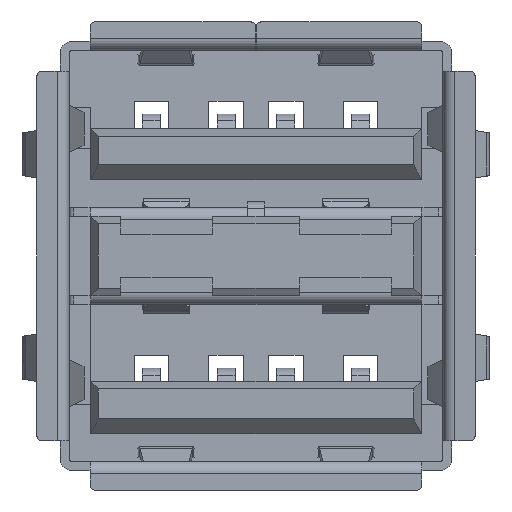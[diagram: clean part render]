
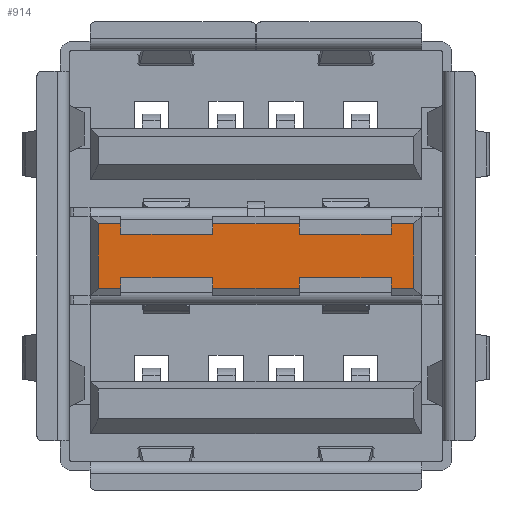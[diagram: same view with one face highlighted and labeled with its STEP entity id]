
A CAD part, front view. The second image highlights one B-rep face of the part: STEP entity #914.
In plain terms, the highlighted planar face has unit normal (0, -1, 0).
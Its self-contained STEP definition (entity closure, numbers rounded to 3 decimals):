
#914 = ADVANCED_FACE( '', ( #2630 ), #2631, .T. );
#2630 = FACE_OUTER_BOUND( '', #5565, .T. );
#2631 = PLANE( '', #5566 );
#5565 = EDGE_LOOP( '', ( #11431, #11432, #11433, #11434, #11435, #11436, #11437, #11438, #11439, #11440, #11441, #11442, #11443, #11444, #11445, #11446, #11447, #11448, #11449, #11450 ) );
#5566 = AXIS2_PLACEMENT_3D( '', #11451, #11452, #11453 );
#11431 = ORIENTED_EDGE( '', *, *, #17048, .T. );
#11432 = ORIENTED_EDGE( '', *, *, #17049, .T. );
#11433 = ORIENTED_EDGE( '', *, *, #17050, .T. );
#11434 = ORIENTED_EDGE( '', *, *, #17051, .T. );
#11435 = ORIENTED_EDGE( '', *, *, #17052, .F. );
#11436 = ORIENTED_EDGE( '', *, *, #17053, .T. );
#11437 = ORIENTED_EDGE( '', *, *, #17054, .T. );
#11438 = ORIENTED_EDGE( '', *, *, #17055, .T. );
#11439 = ORIENTED_EDGE( '', *, *, #17056, .F. );
#11440 = ORIENTED_EDGE( '', *, *, #17057, .F. );
#11441 = ORIENTED_EDGE( '', *, *, #17058, .F. );
#11442 = ORIENTED_EDGE( '', *, *, #17059, .F. );
#11443 = ORIENTED_EDGE( '', *, *, #17060, .F. );
#11444 = ORIENTED_EDGE( '', *, *, #17061, .F. );
#11445 = ORIENTED_EDGE( '', *, *, #17062, .T. );
#11446 = ORIENTED_EDGE( '', *, *, #17063, .F. );
#11447 = ORIENTED_EDGE( '', *, *, #17064, .F. );
#11448 = ORIENTED_EDGE( '', *, *, #17065, .F. );
#11449 = ORIENTED_EDGE( '', *, *, #17046, .T. );
#11450 = ORIENTED_EDGE( '', *, *, #17045, .T. );
#11451 = CARTESIAN_POINT( '', ( -5.525, -12.45, -1.325 ) );
#11452 = DIRECTION( '', ( 0., -1., 0. ) );
#11453 = DIRECTION( '', ( 0., 0., -1. ) );
#17045 = EDGE_CURVE( '', #20921, #20923, #20925, .T. );
#17046 = EDGE_CURVE( '', #20926, #20921, #20927, .T. );
#17048 = EDGE_CURVE( '', #20923, #20929, #20930, .T. );
#17049 = EDGE_CURVE( '', #20929, #20931, #20932, .T. );
#17050 = EDGE_CURVE( '', #20931, #20933, #20934, .T. );
#17051 = EDGE_CURVE( '', #20933, #20935, #20936, .T. );
#17052 = EDGE_CURVE( '', #20937, #20935, #20938, .T. );
#17053 = EDGE_CURVE( '', #20937, #20939, #20940, .T. );
#17054 = EDGE_CURVE( '', #20939, #20941, #20942, .T. );
#17055 = EDGE_CURVE( '', #20941, #20943, #20944, .T. );
#17056 = EDGE_CURVE( '', #20945, #20943, #20946, .T. );
#17057 = EDGE_CURVE( '', #20947, #20945, #20948, .T. );
#17058 = EDGE_CURVE( '', #20949, #20947, #20950, .T. );
#17059 = EDGE_CURVE( '', #20951, #20949, #20952, .T. );
#17060 = EDGE_CURVE( '', #20953, #20951, #20954, .T. );
#17061 = EDGE_CURVE( '', #20955, #20953, #20956, .T. );
#17062 = EDGE_CURVE( '', #20955, #20957, #20958, .T. );
#17063 = EDGE_CURVE( '', #20959, #20957, #20960, .T. );
#17064 = EDGE_CURVE( '', #20961, #20959, #20962, .T. );
#17065 = EDGE_CURVE( '', #20926, #20961, #20963, .T. );
#20921 = VERTEX_POINT( '', #28218 );
#20923 = VERTEX_POINT( '', #28221 );
#20925 = LINE( '', #28224, #28225 );
#20926 = VERTEX_POINT( '', #28226 );
#20927 = LINE( '', #28227, #28228 );
#20929 = VERTEX_POINT( '', #28231 );
#20930 = LINE( '', #28232, #28233 );
#20931 = VERTEX_POINT( '', #28234 );
#20932 = LINE( '', #28235, #28236 );
#20933 = VERTEX_POINT( '', #28237 );
#20934 = LINE( '', #28238, #28239 );
#20935 = VERTEX_POINT( '', #28240 );
#20936 = LINE( '', #28241, #28242 );
#20937 = VERTEX_POINT( '', #28243 );
#20938 = LINE( '', #28244, #28245 );
#20939 = VERTEX_POINT( '', #28246 );
#20940 = LINE( '', #28247, #28248 );
#20941 = VERTEX_POINT( '', #28249 );
#20942 = LINE( '', #28250, #28251 );
#20943 = VERTEX_POINT( '', #28252 );
#20944 = LINE( '', #28253, #28254 );
#20945 = VERTEX_POINT( '', #28255 );
#20946 = LINE( '', #28256, #28257 );
#20947 = VERTEX_POINT( '', #28258 );
#20948 = LINE( '', #28259, #28260 );
#20949 = VERTEX_POINT( '', #28261 );
#20950 = LINE( '', #28262, #28263 );
#20951 = VERTEX_POINT( '', #28264 );
#20952 = LINE( '', #28265, #28266 );
#20953 = VERTEX_POINT( '', #28267 );
#20954 = LINE( '', #28268, #28269 );
#20955 = VERTEX_POINT( '', #28270 );
#20956 = LINE( '', #28271, #28272 );
#20957 = VERTEX_POINT( '', #28273 );
#20958 = LINE( '', #28274, #28275 );
#20959 = VERTEX_POINT( '', #28276 );
#20960 = LINE( '', #28277, #28278 );
#20961 = VERTEX_POINT( '', #28279 );
#20962 = LINE( '', #28280, #28281 );
#20963 = LINE( '', #28282, #28283 );
#28218 = CARTESIAN_POINT( '', ( -1.45, -12.45, 1.075 ) );
#28221 = CARTESIAN_POINT( '', ( -1.45, -12.45, 0.725 ) );
#28224 = CARTESIAN_POINT( '', ( -1.45, -12.45, -1.325 ) );
#28225 = VECTOR( '', #33661, 1000. );
#28226 = CARTESIAN_POINT( '', ( 1.45, -12.45, 1.075 ) );
#28227 = CARTESIAN_POINT( '', ( 24.686, -12.45, 1.075 ) );
#28228 = VECTOR( '', #33662, 1000. );
#28231 = CARTESIAN_POINT( '', ( -4.525, -12.45, 0.725 ) );
#28232 = CARTESIAN_POINT( '', ( -5.525, -12.45, 0.725 ) );
#28233 = VECTOR( '', #33664, 1000. );
#28234 = CARTESIAN_POINT( '', ( -4.525, -12.45, 1.075 ) );
#28235 = CARTESIAN_POINT( '', ( -4.525, -12.45, -1.325 ) );
#28236 = VECTOR( '', #33665, 1000. );
#28237 = CARTESIAN_POINT( '', ( -5.275, -12.45, 1.075 ) );
#28238 = CARTESIAN_POINT( '', ( 24.686, -12.45, 1.075 ) );
#28239 = VECTOR( '', #33666, 1000. );
#28240 = CARTESIAN_POINT( '', ( -5.275, -12.45, -1.075 ) );
#28241 = CARTESIAN_POINT( '', ( -5.275, -12.45, 24.686 ) );
#28242 = VECTOR( '', #33667, 1000. );
#28243 = CARTESIAN_POINT( '', ( -4.525, -12.45, -1.075 ) );
#28244 = CARTESIAN_POINT( '', ( -5.525, -12.45, -1.075 ) );
#28245 = VECTOR( '', #33668, 1000. );
#28246 = CARTESIAN_POINT( '', ( -4.525, -12.45, -0.725 ) );
#28247 = CARTESIAN_POINT( '', ( -4.525, -12.45, -1.325 ) );
#28248 = VECTOR( '', #33669, 1000. );
#28249 = CARTESIAN_POINT( '', ( -1.45, -12.45, -0.725 ) );
#28250 = CARTESIAN_POINT( '', ( -5.525, -12.45, -0.725 ) );
#28251 = VECTOR( '', #33670, 1000. );
#28252 = CARTESIAN_POINT( '', ( -1.45, -12.45, -1.075 ) );
#28253 = CARTESIAN_POINT( '', ( -1.45, -12.45, -1.325 ) );
#28254 = VECTOR( '', #33671, 1000. );
#28255 = CARTESIAN_POINT( '', ( 1.45, -12.45, -1.075 ) );
#28256 = CARTESIAN_POINT( '', ( -5.525, -12.45, -1.075 ) );
#28257 = VECTOR( '', #33672, 1000. );
#28258 = CARTESIAN_POINT( '', ( 1.45, -12.45, -0.725 ) );
#28259 = CARTESIAN_POINT( '', ( 1.45, -12.45, -1.325 ) );
#28260 = VECTOR( '', #33673, 1000. );
#28261 = CARTESIAN_POINT( '', ( 4.525, -12.45, -0.725 ) );
#28262 = CARTESIAN_POINT( '', ( -5.525, -12.45, -0.725 ) );
#28263 = VECTOR( '', #33674, 1000. );
#28264 = CARTESIAN_POINT( '', ( 4.525, -12.45, -1.075 ) );
#28265 = CARTESIAN_POINT( '', ( 4.525, -12.45, -1.325 ) );
#28266 = VECTOR( '', #33675, 1000. );
#28267 = CARTESIAN_POINT( '', ( 5.275, -12.45, -1.075 ) );
#28268 = CARTESIAN_POINT( '', ( -5.525, -12.45, -1.075 ) );
#28269 = VECTOR( '', #33676, 1000. );
#28270 = CARTESIAN_POINT( '', ( 5.275, -12.45, 1.075 ) );
#28271 = CARTESIAN_POINT( '', ( 5.275, -12.45, 24.686 ) );
#28272 = VECTOR( '', #33677, 1000. );
#28273 = CARTESIAN_POINT( '', ( 4.525, -12.45, 1.075 ) );
#28274 = CARTESIAN_POINT( '', ( 24.686, -12.45, 1.075 ) );
#28275 = VECTOR( '', #33678, 1000. );
#28276 = CARTESIAN_POINT( '', ( 4.525, -12.45, 0.725 ) );
#28277 = CARTESIAN_POINT( '', ( 4.525, -12.45, -1.325 ) );
#28278 = VECTOR( '', #33679, 1000. );
#28279 = CARTESIAN_POINT( '', ( 1.45, -12.45, 0.725 ) );
#28280 = CARTESIAN_POINT( '', ( -5.525, -12.45, 0.725 ) );
#28281 = VECTOR( '', #33680, 1000. );
#28282 = CARTESIAN_POINT( '', ( 1.45, -12.45, -1.325 ) );
#28283 = VECTOR( '', #33681, 1000. );
#33661 = DIRECTION( '', ( 0., 0., -1. ) );
#33662 = DIRECTION( '', ( -1., 0., 0. ) );
#33664 = DIRECTION( '', ( -1., 0., 0. ) );
#33665 = DIRECTION( '', ( 0., 0., 1. ) );
#33666 = DIRECTION( '', ( -1., 0., 0. ) );
#33667 = DIRECTION( '', ( 0., 0., -1. ) );
#33668 = DIRECTION( '', ( -1., 0., 0. ) );
#33669 = DIRECTION( '', ( 0., 0., 1. ) );
#33670 = DIRECTION( '', ( 1., 0., 0. ) );
#33671 = DIRECTION( '', ( 0., 0., -1. ) );
#33672 = DIRECTION( '', ( -1., 0., 0. ) );
#33673 = DIRECTION( '', ( 0., 0., -1. ) );
#33674 = DIRECTION( '', ( -1., 0., 0. ) );
#33675 = DIRECTION( '', ( 0., 0., 1. ) );
#33676 = DIRECTION( '', ( -1., 0., 0. ) );
#33677 = DIRECTION( '', ( 0., 0., -1. ) );
#33678 = DIRECTION( '', ( -1., 0., 0. ) );
#33679 = DIRECTION( '', ( 0., 0., 1. ) );
#33680 = DIRECTION( '', ( 1., 0., 0. ) );
#33681 = DIRECTION( '', ( 0., 0., -1. ) );
